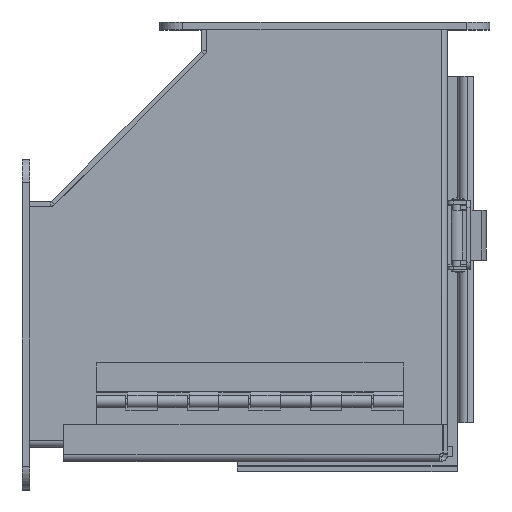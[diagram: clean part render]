
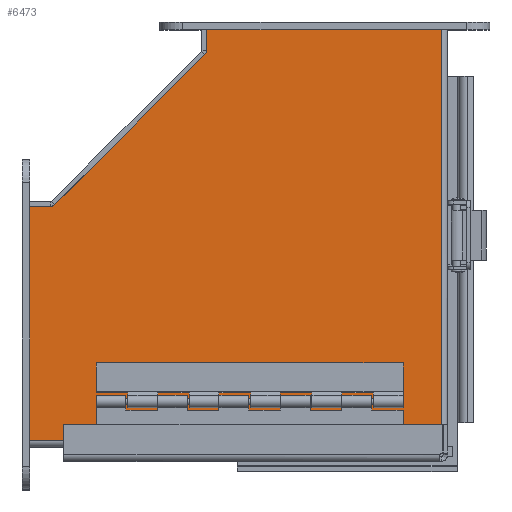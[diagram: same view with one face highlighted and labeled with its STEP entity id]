
A CAD part, top view. The second image highlights one B-rep face of the part: STEP entity #6473.
In plain terms, the highlighted face is planar.
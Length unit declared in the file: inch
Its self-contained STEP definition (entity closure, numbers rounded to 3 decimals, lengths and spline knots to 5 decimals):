
#545=PLANE('',#6966);
#944=LINE('',#10177,#1581);
#965=LINE('',#10311,#1602);
#980=LINE('',#10402,#1617);
#988=LINE('',#10419,#1625);
#990=LINE('',#10423,#1627);
#991=LINE('',#10425,#1628);
#992=LINE('',#10426,#1629);
#1581=VECTOR('',#8036,6.82075);
#1602=VECTOR('',#8085,6.82075);
#1617=VECTOR('',#8130,3.82075);
#1625=VECTOR('',#8148,3.82075);
#1627=VECTOR('',#8152,0.5);
#1628=VECTOR('',#8153,3.53553);
#1629=VECTOR('',#8154,0.5);
#2213=FACE_OUTER_BOUND('',#2622,.T.);
#2622=EDGE_LOOP('',(#5341,#5342,#5343,#5344,#5345,#5346,#5347));
#3296=VERTEX_POINT('',#10096);
#3313=VERTEX_POINT('',#10175);
#3323=VERTEX_POINT('',#10310);
#3328=VERTEX_POINT('',#10400);
#3332=VERTEX_POINT('',#10418);
#3333=VERTEX_POINT('',#10422);
#3334=VERTEX_POINT('',#10424);
#3982=EDGE_CURVE('',#3296,#3313,#944,.T.);
#4010=EDGE_CURVE('',#3323,#3296,#965,.T.);
#4029=EDGE_CURVE('',#3313,#3328,#980,.T.);
#4037=EDGE_CURVE('',#3332,#3323,#988,.T.);
#4039=EDGE_CURVE('',#3328,#3333,#990,.T.);
#4040=EDGE_CURVE('',#3333,#3334,#991,.T.);
#4041=EDGE_CURVE('',#3334,#3332,#992,.T.);
#5341=ORIENTED_EDGE('',*,*,#3982,.T.);
#5342=ORIENTED_EDGE('',*,*,#4029,.T.);
#5343=ORIENTED_EDGE('',*,*,#4039,.T.);
#5344=ORIENTED_EDGE('',*,*,#4040,.T.);
#5345=ORIENTED_EDGE('',*,*,#4041,.T.);
#5346=ORIENTED_EDGE('',*,*,#4037,.T.);
#5347=ORIENTED_EDGE('',*,*,#4010,.T.);
#6473=ADVANCED_FACE('',(#2213),#545,.F.);
#6966=AXIS2_PLACEMENT_3D('',#10421,#8150,#8151);
#8036=DIRECTION('',(1.,0.,0.));
#8085=DIRECTION('',(0.,1.,0.));
#8130=DIRECTION('',(0.,-1.,0.));
#8148=DIRECTION('',(-1.,0.,0.));
#8150=DIRECTION('center_axis',(0.,0.,1.));
#8151=DIRECTION('ref_axis',(1.,0.,0.));
#8152=DIRECTION('',(-1.,0.,0.));
#8153=DIRECTION('',(-0.707,-0.707,0.));
#8154=DIRECTION('',(0.,-1.,0.));
#10096=CARTESIAN_POINT('',(-6.3487,6.46741,0.));
#10175=CARTESIAN_POINT('',(0.47205,6.46741,0.));
#10177=CARTESIAN_POINT('',(-4.82957,6.46741,0.));
#10310=CARTESIAN_POINT('',(-6.3487,-0.35334,0.));
#10311=CARTESIAN_POINT('',(-6.3487,1.53791,0.));
#10400=CARTESIAN_POINT('',(0.47205,2.64666,0.));
#10402=CARTESIAN_POINT('',(0.47205,6.57266,0.));
#10418=CARTESIAN_POINT('',(-2.52795,-0.35334,0.));
#10419=CARTESIAN_POINT('',(-2.52795,-0.35334,0.));
#10421=CARTESIAN_POINT('Origin',(-3.31045,3.42916,0.));
#10422=CARTESIAN_POINT('',(-0.02795,2.64666,0.));
#10423=CARTESIAN_POINT('',(0.47205,2.64666,0.));
#10424=CARTESIAN_POINT('',(-2.52795,0.14666,0.));
#10425=CARTESIAN_POINT('',(-0.02795,2.64666,0.));
#10426=CARTESIAN_POINT('',(-2.52795,0.14666,0.));
